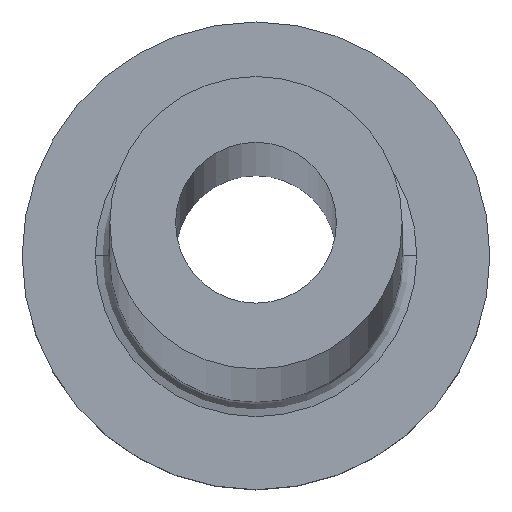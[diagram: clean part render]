
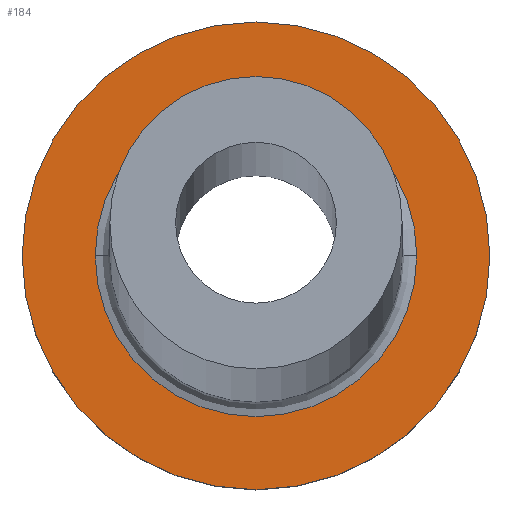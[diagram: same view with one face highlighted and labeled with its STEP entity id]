
A CAD part, top view. The second image highlights one B-rep face of the part: STEP entity #184.
In plain terms, the highlighted planar face has unit normal (0, 0, 1).
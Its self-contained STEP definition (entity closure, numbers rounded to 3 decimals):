
#3 = EDGE_CURVE ( 'NONE', #201, #262, #67, .T. ) ;
#11 = CARTESIAN_POINT ( 'NONE',  ( 0., 0., 5. ) ) ;
#12 = ORIENTED_EDGE ( 'NONE', *, *, #359, .T. ) ;
#14 = DIRECTION ( 'NONE',  ( 1., 0., 0. ) ) ;
#19 = CARTESIAN_POINT ( 'NONE',  ( -8., 0., 5. ) ) ;
#33 = CARTESIAN_POINT ( 'NONE',  ( 0., 0., 5. ) ) ;
#37 = DIRECTION ( 'NONE',  ( 1., 0., 0. ) ) ;
#43 = FACE_OUTER_BOUND ( 'NONE', #257, .T. ) ;
#45 = EDGE_CURVE ( 'NONE', #262, #201, #369, .T. ) ;
#67 = CIRCLE ( 'NONE', #163, 8. ) ;
#89 = AXIS2_PLACEMENT_3D ( 'NONE', #283, #281, #14 ) ;
#103 = CARTESIAN_POINT ( 'NONE',  ( 0., 0., 5. ) ) ;
#104 = AXIS2_PLACEMENT_3D ( 'NONE', #11, #346, #365 ) ;
#121 = ORIENTED_EDGE ( 'NONE', *, *, #3, .T. ) ;
#135 = AXIS2_PLACEMENT_3D ( 'NONE', #33, #267, #37 ) ;
#139 = FACE_BOUND ( 'NONE', #296, .T. ) ;
#163 = AXIS2_PLACEMENT_3D ( 'NONE', #103, #210, #212 ) ;
#184 = ADVANCED_FACE ( 'NONE', ( #139, #43 ), #342, .T. ) ;
#201 = VERTEX_POINT ( 'NONE', #243 ) ;
#210 = DIRECTION ( 'NONE',  ( 0., 0., 1. ) ) ;
#212 = DIRECTION ( 'NONE',  ( 1., 0., 0. ) ) ;
#243 = CARTESIAN_POINT ( 'NONE',  ( 8., 0., 5. ) ) ;
#244 = EDGE_CURVE ( 'NONE', #314, #252, #317, .T. ) ;
#248 = CIRCLE ( 'NONE', #343, 5.5 ) ;
#252 = VERTEX_POINT ( 'NONE', #282 ) ;
#257 = EDGE_LOOP ( 'NONE', ( #345, #121 ) ) ;
#261 = DIRECTION ( 'NONE',  ( 1., 0., 0. ) ) ;
#262 = VERTEX_POINT ( 'NONE', #19 ) ;
#267 = DIRECTION ( 'NONE',  ( 0., 0., 1. ) ) ;
#281 = DIRECTION ( 'NONE',  ( 0., 0., -1. ) ) ;
#282 = CARTESIAN_POINT ( 'NONE',  ( 5.5, 0., 5. ) ) ;
#283 = CARTESIAN_POINT ( 'NONE',  ( 0., 0., 5. ) ) ;
#296 = EDGE_LOOP ( 'NONE', ( #12, #328 ) ) ;
#314 = VERTEX_POINT ( 'NONE', #379 ) ;
#317 = CIRCLE ( 'NONE', #89, 5.5 ) ;
#321 = DIRECTION ( 'NONE',  ( 0., 0., -1. ) ) ;
#327 = CARTESIAN_POINT ( 'NONE',  ( 0., 0., 5. ) ) ;
#328 = ORIENTED_EDGE ( 'NONE', *, *, #244, .T. ) ;
#342 = PLANE ( 'NONE',  #104 ) ;
#343 = AXIS2_PLACEMENT_3D ( 'NONE', #327, #321, #261 ) ;
#345 = ORIENTED_EDGE ( 'NONE', *, *, #45, .T. ) ;
#346 = DIRECTION ( 'NONE',  ( 0., 0., 1. ) ) ;
#359 = EDGE_CURVE ( 'NONE', #252, #314, #248, .T. ) ;
#365 = DIRECTION ( 'NONE',  ( 1., 0., 0. ) ) ;
#369 = CIRCLE ( 'NONE', #135, 8. ) ;
#379 = CARTESIAN_POINT ( 'NONE',  ( -5.5, 0., 5. ) ) ;
